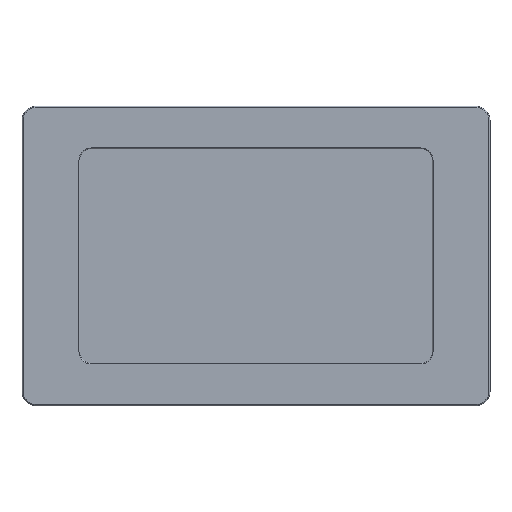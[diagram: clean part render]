
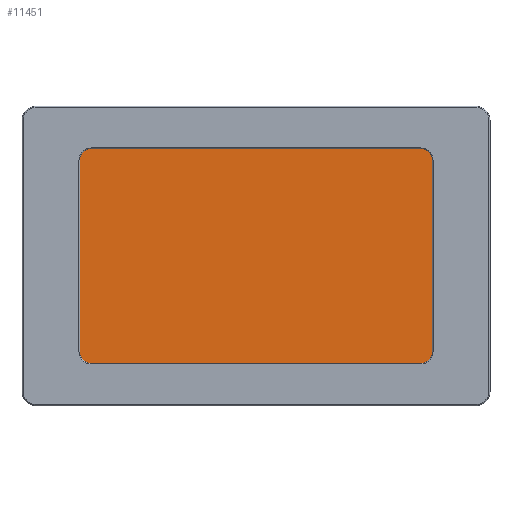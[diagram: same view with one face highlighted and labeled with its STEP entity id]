
A CAD part, top view. The second image highlights one B-rep face of the part: STEP entity #11451.
In plain terms, the highlighted planar face has unit normal (0, 0, 1).
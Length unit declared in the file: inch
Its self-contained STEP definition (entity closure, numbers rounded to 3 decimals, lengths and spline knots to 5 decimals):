
#109=PLANE('',#12128);
#756=FACE_OUTER_BOUND('',#1388,.T.);
#1388=EDGE_LOOP('',(#7704,#7705,#7706,#7707,#7708,#7709,#7710,#7711));
#2087=CIRCLE('',#12129,0.3);
#2088=CIRCLE('',#12130,0.3);
#2089=CIRCLE('',#12131,0.3);
#2090=CIRCLE('',#12132,0.3);
#2493=LINE('',#16984,#3654);
#2494=LINE('',#16988,#3655);
#2495=LINE('',#16992,#3656);
#2496=LINE('',#16996,#3657);
#3654=VECTOR('',#13066,0.3937);
#3655=VECTOR('',#13069,0.3937);
#3656=VECTOR('',#13072,0.3937);
#3657=VECTOR('',#13075,0.3937);
#4865=VERTEX_POINT('',#16982);
#4866=VERTEX_POINT('',#16983);
#4867=VERTEX_POINT('',#16985);
#4868=VERTEX_POINT('',#16987);
#4869=VERTEX_POINT('',#16989);
#4870=VERTEX_POINT('',#16991);
#4871=VERTEX_POINT('',#16993);
#4872=VERTEX_POINT('',#16995);
#5977=EDGE_CURVE('',#4865,#4866,#2493,.T.);
#5978=EDGE_CURVE('',#4867,#4865,#2087,.T.);
#5979=EDGE_CURVE('',#4868,#4867,#2494,.T.);
#5980=EDGE_CURVE('',#4869,#4868,#2088,.T.);
#5981=EDGE_CURVE('',#4870,#4869,#2495,.T.);
#5982=EDGE_CURVE('',#4871,#4870,#2089,.T.);
#5983=EDGE_CURVE('',#4872,#4871,#2496,.T.);
#5984=EDGE_CURVE('',#4866,#4872,#2090,.T.);
#7704=ORIENTED_EDGE('',*,*,#5977,.F.);
#7705=ORIENTED_EDGE('',*,*,#5978,.F.);
#7706=ORIENTED_EDGE('',*,*,#5979,.F.);
#7707=ORIENTED_EDGE('',*,*,#5980,.F.);
#7708=ORIENTED_EDGE('',*,*,#5981,.F.);
#7709=ORIENTED_EDGE('',*,*,#5982,.F.);
#7710=ORIENTED_EDGE('',*,*,#5983,.F.);
#7711=ORIENTED_EDGE('',*,*,#5984,.F.);
#11451=ADVANCED_FACE('',(#756),#109,.T.);
#12128=AXIS2_PLACEMENT_3D('',#16981,#13064,#13065);
#12129=AXIS2_PLACEMENT_3D('',#16986,#13067,#13068);
#12130=AXIS2_PLACEMENT_3D('',#16990,#13070,#13071);
#12131=AXIS2_PLACEMENT_3D('',#16994,#13073,#13074);
#12132=AXIS2_PLACEMENT_3D('',#16997,#13076,#13077);
#13064=DIRECTION('center_axis',(0.,0.,
1.));
#13065=DIRECTION('ref_axis',(1.,0.,0.));
#13066=DIRECTION('',(1.,0.,0.));
#13067=DIRECTION('center_axis',(0.,0.,
-1.));
#13068=DIRECTION('ref_axis',(0.,1.,0.));
#13069=DIRECTION('',(0.,1.,0.));
#13070=DIRECTION('center_axis',(0.,0.,
-1.));
#13071=DIRECTION('ref_axis',(-1.,0.,0.));
#13072=DIRECTION('',(-1.,0.,0.));
#13073=DIRECTION('center_axis',(0.,0.,
-1.));
#13074=DIRECTION('ref_axis',(0.,-1.,0.));
#13075=DIRECTION('',(0.,-1.,0.));
#13076=DIRECTION('center_axis',(0.,0.,
-1.));
#13077=DIRECTION('ref_axis',(1.,0.,0.));
#16981=CARTESIAN_POINT('Origin',(6.11099,3.92244,0.73));
#16982=CARTESIAN_POINT('',(1.82,6.768,0.73));
#16983=CARTESIAN_POINT('',(10.505,6.768,0.73));
#16984=CARTESIAN_POINT('',(3.99125,6.768,0.73));
#16985=CARTESIAN_POINT('',(1.52,6.468,0.73));
#16986=CARTESIAN_POINT('Origin',(1.82,6.468,0.73));
#16987=CARTESIAN_POINT('',(1.52,1.42,0.73));
#16988=CARTESIAN_POINT('',(1.52,2.682,0.73));
#16989=CARTESIAN_POINT('',(1.82,1.12,0.73));
#16990=CARTESIAN_POINT('Origin',(1.82,1.42,0.73));
#16991=CARTESIAN_POINT('',(10.505,1.12,0.73));
#16992=CARTESIAN_POINT('',(8.33375,1.12,0.73));
#16993=CARTESIAN_POINT('',(10.805,1.42,0.73));
#16994=CARTESIAN_POINT('Origin',(10.505,1.42,0.73));
#16995=CARTESIAN_POINT('',(10.805,6.468,0.73));
#16996=CARTESIAN_POINT('',(10.805,5.206,0.73));
#16997=CARTESIAN_POINT('Origin',(10.505,6.468,0.73));
